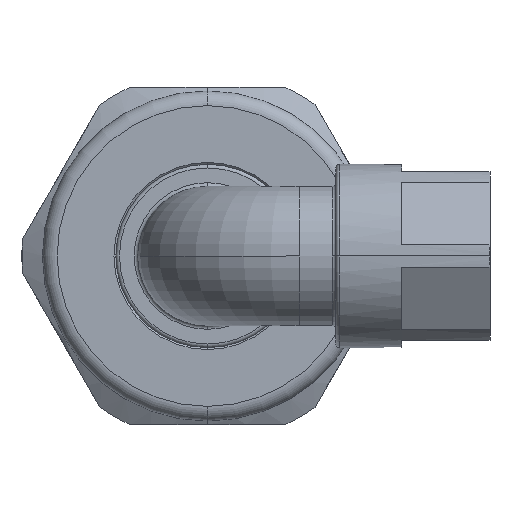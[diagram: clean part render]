
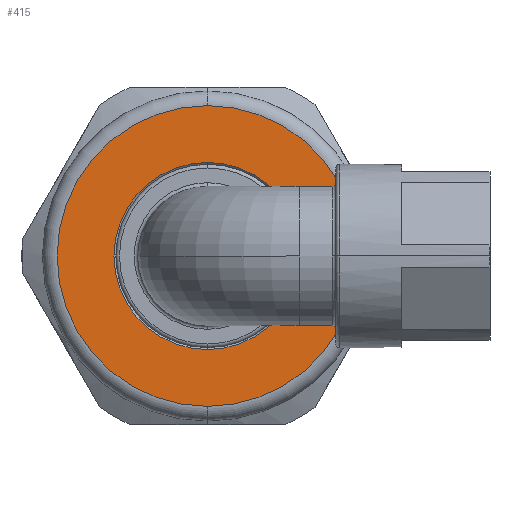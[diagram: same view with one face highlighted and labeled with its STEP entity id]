
A CAD part, left-side view. The second image highlights one B-rep face of the part: STEP entity #415.
In plain terms, the highlighted planar face has unit normal (-1, 0, 0).
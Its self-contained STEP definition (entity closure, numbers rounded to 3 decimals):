
#9 = DIRECTION ( 'NONE',  ( 0., 0., -1. ) ) ;
#85 = FACE_BOUND ( 'NONE', #90, .T. ) ;
#90 = EDGE_LOOP ( 'NONE', ( #1038, #2439 ) ) ;
#125 = DIRECTION ( 'NONE',  ( -1., 0., 0. ) ) ;
#230 = DIRECTION ( 'NONE',  ( 1., 0., 0. ) ) ;
#233 = DIRECTION ( 'NONE',  ( 1., 0., 0. ) ) ;
#269 = DIRECTION ( 'NONE',  ( 1., 0., 0. ) ) ;
#279 = EDGE_CURVE ( 'NONE', #2783, #937, #2883, .T. ) ;
#285 = AXIS2_PLACEMENT_3D ( 'NONE', #1754, #269, #3059 ) ;
#330 = CIRCLE ( 'NONE', #2721, 20.5 ) ;
#415 = ADVANCED_FACE ( 'NONE', ( #85, #585 ), #2094, .T. ) ;
#467 = ORIENTED_EDGE ( 'NONE', *, *, #279, .F. ) ;
#585 = FACE_OUTER_BOUND ( 'NONE', #2842, .T. ) ;
#627 = DIRECTION ( 'NONE',  ( 1., 0., 0. ) ) ;
#672 = EDGE_CURVE ( 'NONE', #2332, #2752, #1426, .T. ) ;
#937 = VERTEX_POINT ( 'NONE', #1006 ) ;
#1006 = CARTESIAN_POINT ( 'NONE',  ( -6.13, 0., -20.5 ) ) ;
#1038 = ORIENTED_EDGE ( 'NONE', *, *, #672, .T. ) ;
#1128 = CARTESIAN_POINT ( 'NONE',  ( -6.13, 0., -12.75 ) ) ;
#1266 = EDGE_CURVE ( 'NONE', #2752, #2332, #2162, .T. ) ;
#1426 = CIRCLE ( 'NONE', #2764, 12.75 ) ;
#1597 = DIRECTION ( 'NONE',  ( 0., 0., 1. ) ) ;
#1700 = EDGE_CURVE ( 'NONE', #937, #2783, #330, .T. ) ;
#1708 = DIRECTION ( 'NONE',  ( 0., 0., -1. ) ) ;
#1754 = CARTESIAN_POINT ( 'NONE',  ( -6.13, 0., 0. ) ) ;
#1795 = CARTESIAN_POINT ( 'NONE',  ( -6.13, 0., 0. ) ) ;
#1916 = CARTESIAN_POINT ( 'NONE',  ( -6.13, 0., 12.75 ) ) ;
#1950 = CARTESIAN_POINT ( 'NONE',  ( -6.13, 0., 0. ) ) ;
#1954 = CARTESIAN_POINT ( 'NONE',  ( -6.13, 0., 0. ) ) ;
#2091 = CARTESIAN_POINT ( 'NONE',  ( -6.13, 0., 0. ) ) ;
#2094 = PLANE ( 'NONE',  #2132 ) ;
#2132 = AXIS2_PLACEMENT_3D ( 'NONE', #1795, #125, #1597 ) ;
#2162 = CIRCLE ( 'NONE', #285, 12.75 ) ;
#2211 = AXIS2_PLACEMENT_3D ( 'NONE', #2091, #627, #2358 ) ;
#2332 = VERTEX_POINT ( 'NONE', #1128 ) ;
#2358 = DIRECTION ( 'NONE',  ( 0., 0., -1. ) ) ;
#2439 = ORIENTED_EDGE ( 'NONE', *, *, #1266, .T. ) ;
#2674 = CARTESIAN_POINT ( 'NONE',  ( -6.13, 0., 20.5 ) ) ;
#2721 = AXIS2_PLACEMENT_3D ( 'NONE', #1954, #233, #9 ) ;
#2752 = VERTEX_POINT ( 'NONE', #1916 ) ;
#2764 = AXIS2_PLACEMENT_3D ( 'NONE', #1950, #230, #1708 ) ;
#2783 = VERTEX_POINT ( 'NONE', #2674 ) ;
#2842 = EDGE_LOOP ( 'NONE', ( #3115, #467 ) ) ;
#2883 = CIRCLE ( 'NONE', #2211, 20.5 ) ;
#3059 = DIRECTION ( 'NONE',  ( 0., 0., -1. ) ) ;
#3115 = ORIENTED_EDGE ( 'NONE', *, *, #1700, .F. ) ;
